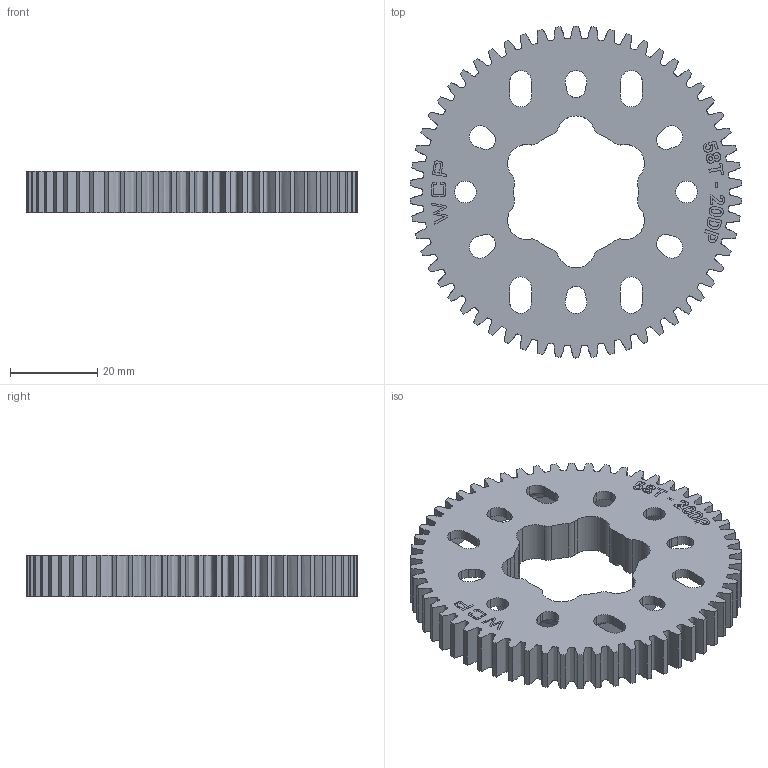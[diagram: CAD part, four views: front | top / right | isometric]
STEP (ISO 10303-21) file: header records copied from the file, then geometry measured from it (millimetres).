
FILE_DESCRIPTION (( 'STEP AP214' ), '1' );
FILE_NAME ('WCP-1094 Rev1.step', '2024-01-18T01:26:58', ( '' ), ( '' ), 'SwSTEP 2.0', 'SolidWorks 2022', '' );
FILE_SCHEMA (( 'AUTOMOTIVE_DESIGN' ));
Length unit declared in the file: inch
Products named in the file (1): WCP-1094 Rev1
Bounding box: 76.14 x 76.2 x 9.53 mm (x, y, z)
Volume: 17265.6 mm3; surface area: 14268.1 mm2
Topology: 1 solids, 1 shells, 368 faces, 1070 edges, 712 vertices
Faces by surface type: cylinder 129, plane 125, bspline 110, torus 4
Entity records: 29440 total; most frequent: CARTESIAN_POINT 20126, ORIENTED_EDGE 2140, DIRECTION 1642, EDGE_CURVE 1070, VERTEX_POINT 712, LINE 550, VECTOR 550, AXIS2_PLACEMENT_3D 546
